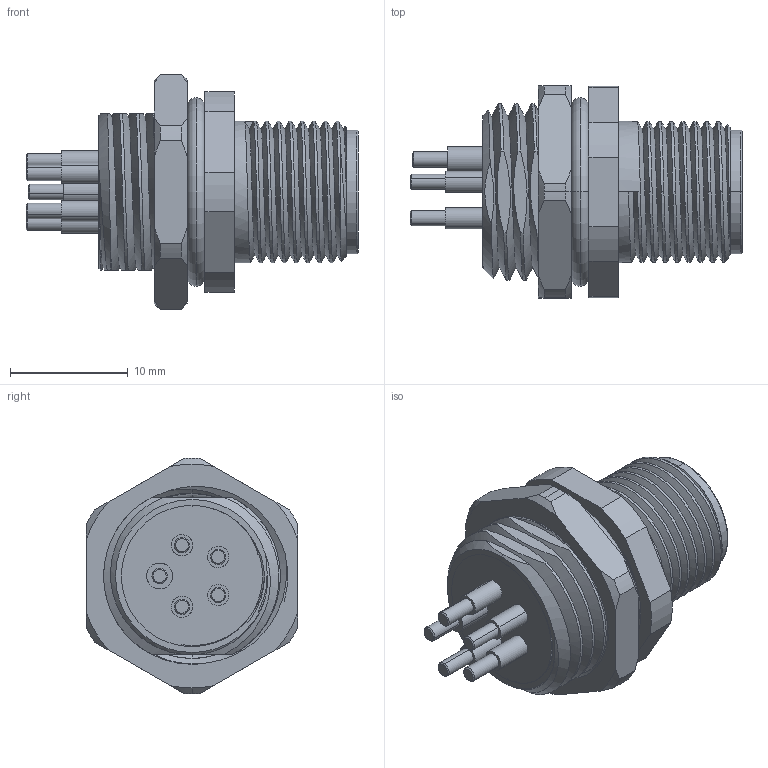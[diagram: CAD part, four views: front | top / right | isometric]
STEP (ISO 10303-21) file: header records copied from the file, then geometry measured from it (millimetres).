
FILE_DESCRIPTION (( 'STEP AP203' ), '1' );
FILE_NAME ('54-00463.STEP', '2025-03-19T16:58:15', ( '' ), ( '' ), 'SwSTEP 2.0', 'SolidWorks 2021', '' );
FILE_SCHEMA (( 'CONFIG_CONTROL_DESIGN' ));
Length unit declared in the file: millimetre
Products named in the file (7): 54-00463-05___; 54-00463-04___; 54-00463-01___; 54-00463-06___; 54-00463; 54-00463-02___; 54-00463-03___
Assembly tree (9 placements, depth 2):
  54-00463
    54-00463-01___
    54-00463-02___
    54-00463-03___  x4
    54-00463-04___
    54-00463-05___
    54-00463-06___
Bounding box: 28.2 x 18 x 20 mm (x, y, z)
Volume: 3208.6 mm3; surface area: 5915.4 mm2
Topology: 9 solids, 9 shells, 358 faces, 865 edges, 550 vertices
Faces by surface type: cylinder 153, plane 101, cone 52, torus 34, bspline 10, sphere 8
Entity records: 12530 total; most frequent: CARTESIAN_POINT 5488, ORIENTED_EDGE 1350, DIRECTION 1278, EDGE_CURVE 675, AXIS2_PLACEMENT_3D 513, VERTEX_POINT 439, EDGE_LOOP 304, ADVANCED_FACE 268
